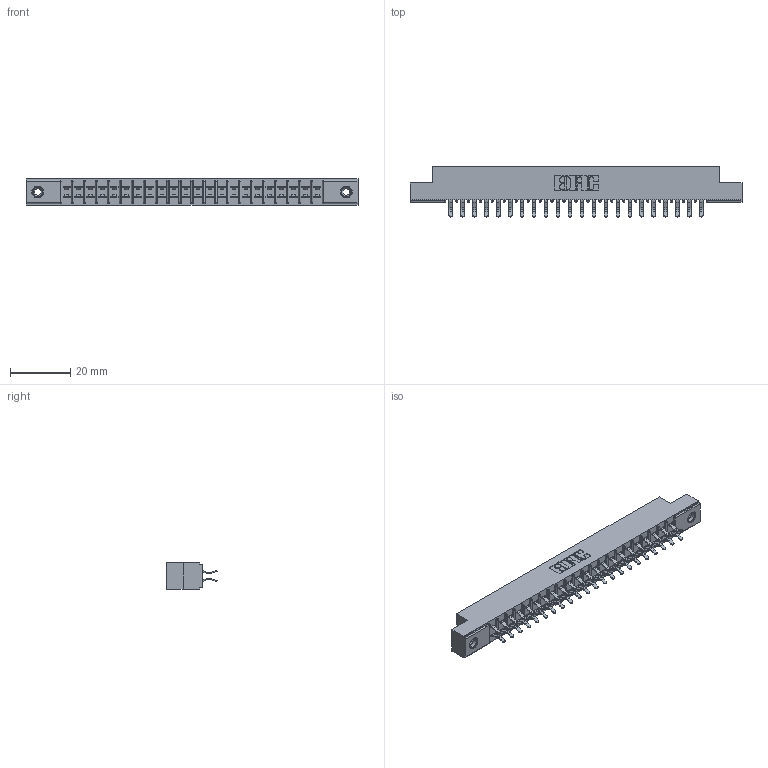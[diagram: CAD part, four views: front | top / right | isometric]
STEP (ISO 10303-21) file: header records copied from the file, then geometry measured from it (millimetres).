
FILE_DESCRIPTION (( 'STEP AP203' ), '1' );
FILE_NAME ('305-044-556-508.STEP', '2019-09-09T20:17:17', ( '' ), ( '' ), 'SwSTEP 2.0', 'SolidWorks 2016', '' );
FILE_SCHEMA (( 'CONFIG_CONTROL_DESIGN' ));
Length unit declared in the file: inch
Products named in the file (4): 305 Part_.156 Dia; 345-250-001_345-250-003-102; 305-290-001_556; 305-044-556-508
Assembly tree (47 placements, depth 2):
  305-044-556-508
    305 Part_.156 Dia
    305-290-001_556  x44
    345-250-001_345-250-003-102  x2
Bounding box: 110.19 x 16.64 x 8.71 mm (x, y, z)
Volume: 6589.6 mm3; surface area: 13168.9 mm2
Topology: 47 solids, 47 shells, 2640 faces, 7558 edges, 4912 vertices
Faces by surface type: plane 1464, cylinder 1072, sphere 88, cone 12, torus 4
Entity records: 27662 total; most frequent: CARTESIAN_POINT 4563, ORIENTED_EDGE 4520, DIRECTION 4444, EDGE_CURVE 2260, VECTOR 1798, LINE 1798, VERTEX_POINT 1442, AXIS2_PLACEMENT_3D 1323
